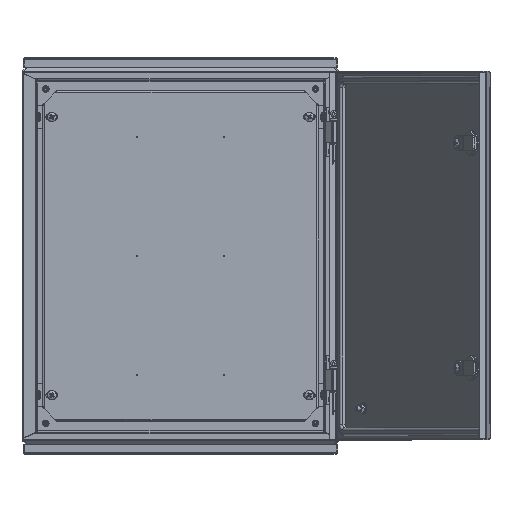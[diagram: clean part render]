
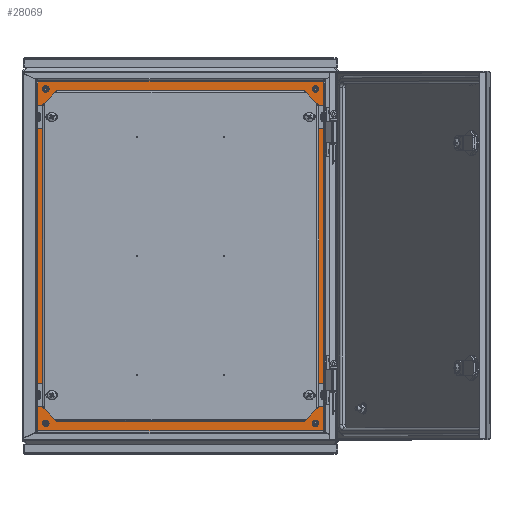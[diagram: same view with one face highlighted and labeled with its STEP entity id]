
A CAD part, top view. The second image highlights one B-rep face of the part: STEP entity #28069.
In plain terms, the highlighted planar face has unit normal (0, 0, 1).
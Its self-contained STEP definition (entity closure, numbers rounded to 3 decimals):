
#750 = EDGE_CURVE ( 'NONE', #45474, #19366, #35130, .T. ) ;
#2173 = VERTEX_POINT ( 'NONE', #48200 ) ;
#2678 = FACE_BOUND ( 'NONE', #2720, .T. ) ;
#2720 = EDGE_LOOP ( 'NONE', ( #43962, #49420 ) ) ;
#2841 = ORIENTED_EDGE ( 'NONE', *, *, #18458, .T. ) ;
#3326 = EDGE_LOOP ( 'NONE', ( #31933, #40329 ) ) ;
#3432 = EDGE_CURVE ( 'NONE', #25554, #39311, #27043, .T. ) ;
#3512 = EDGE_CURVE ( 'NONE', #36396, #38189, #46893, .T. ) ;
#3559 = VERTEX_POINT ( 'NONE', #27024 ) ;
#3833 = DIRECTION ( 'NONE',  ( 0., 0., -1. ) ) ;
#4074 = VECTOR ( 'NONE', #12236, 1000. ) ;
#4261 = AXIS2_PLACEMENT_3D ( 'NONE', #15241, #42218, #19121 ) ;
#4540 = CARTESIAN_POINT ( 'NONE',  ( -254.383, -373.944, 0. ) ) ;
#5156 = CARTESIAN_POINT ( 'NONE',  ( -256.583, -373.944, 0. ) ) ;
#5291 = ORIENTED_EDGE ( 'NONE', *, *, #47879, .T. ) ;
#5491 = DIRECTION ( 'NONE',  ( 0., 0., -1. ) ) ;
#6341 = CARTESIAN_POINT ( 'NONE',  ( 116.667, -353.316, 0. ) ) ;
#6900 = LINE ( 'NONE', #14480, #36367 ) ;
#7159 = DIRECTION ( 'NONE',  ( 0., 0., -1. ) ) ;
#8008 = VECTOR ( 'NONE', #20322, 1000. ) ;
#8161 = VERTEX_POINT ( 'NONE', #31848 ) ;
#9018 = DIRECTION ( 'NONE',  ( 1., 0., 0. ) ) ;
#9524 = CIRCLE ( 'NONE', #46455, 3.25 ) ;
#9532 = EDGE_CURVE ( 'NONE', #2173, #8161, #6900, .T. ) ;
#9664 = ORIENTED_EDGE ( 'NONE', *, *, #48368, .T. ) ;
#9874 = ORIENTED_EDGE ( 'NONE', *, *, #750, .T. ) ;
#9996 = CARTESIAN_POINT ( 'NONE',  ( -223.333, 68.428, 0. ) ) ;
#10047 = AXIS2_PLACEMENT_3D ( 'NONE', #12630, #39611, #16531 ) ;
#10643 = VERTEX_POINT ( 'NONE', #49072 ) ;
#10791 = EDGE_CURVE ( 'NONE', #20928, #3559, #15808, .T. ) ;
#12236 = DIRECTION ( 'NONE',  ( 0., -1., 0. ) ) ;
#12630 = CARTESIAN_POINT ( 'NONE',  ( -226.583, 68.428, 0. ) ) ;
#12880 = FACE_BOUND ( 'NONE', #3326, .T. ) ;
#14058 = ORIENTED_EDGE ( 'NONE', *, *, #46527, .T. ) ;
#14480 = CARTESIAN_POINT ( 'NONE',  ( -256.583, 88.685, 0. ) ) ;
#14574 = CARTESIAN_POINT ( 'NONE',  ( -226.583, -353.316, 0. ) ) ;
#15234 = DIRECTION ( 'NONE',  ( 1., 0., 0. ) ) ;
#15241 = CARTESIAN_POINT ( 'NONE',  ( 113.417, -353.316, 0. ) ) ;
#15510 = AXIS2_PLACEMENT_3D ( 'NONE', #14574, #41556, #18462 ) ;
#15808 = LINE ( 'NONE', #34560, #24838 ) ;
#15857 = VERTEX_POINT ( 'NONE', #9996 ) ;
#16396 = CIRCLE ( 'NONE', #10047, 3.25 ) ;
#16434 = CARTESIAN_POINT ( 'NONE',  ( 141.217, -373.944, 0. ) ) ;
#16531 = DIRECTION ( 'NONE',  ( 1., 0., 0. ) ) ;
#18065 = CARTESIAN_POINT ( 'NONE',  ( 116.667, 68.428, 0. ) ) ;
#18458 = EDGE_CURVE ( 'NONE', #8161, #20928, #34746, .T. ) ;
#18462 = DIRECTION ( 'NONE',  ( 1., 0., 0. ) ) ;
#19121 = DIRECTION ( 'NONE',  ( 1., 0., 0. ) ) ;
#19366 = VERTEX_POINT ( 'NONE', #18065 ) ;
#19573 = CARTESIAN_POINT ( 'NONE',  ( 110.167, 68.428, 0. ) ) ;
#20322 = DIRECTION ( 'NONE',  ( 0., 1., 0. ) ) ;
#20618 = DIRECTION ( 'NONE',  ( 0., 0., -1. ) ) ;
#20928 = VERTEX_POINT ( 'NONE', #36810 ) ;
#21458 = DIRECTION ( 'NONE',  ( 0., 0., -1. ) ) ;
#22901 = EDGE_LOOP ( 'NONE', ( #5291, #9664 ) ) ;
#23150 = FACE_BOUND ( 'NONE', #22901, .T. ) ;
#23595 = CIRCLE ( 'NONE', #28470, 3.25 ) ;
#23619 = ORIENTED_EDGE ( 'NONE', *, *, #9532, .T. ) ;
#23704 = CARTESIAN_POINT ( 'NONE',  ( -229.833, -353.316, 0. ) ) ;
#24838 = VECTOR ( 'NONE', #15234, 1000. ) ;
#25554 = VERTEX_POINT ( 'NONE', #23704 ) ;
#26576 = ORIENTED_EDGE ( 'NONE', *, *, #47636, .T. ) ;
#26846 = CARTESIAN_POINT ( 'NONE',  ( 113.417, 68.428, 0. ) ) ;
#27024 = CARTESIAN_POINT ( 'NONE',  ( 141.217, -373.573, 0. ) ) ;
#27043 = CIRCLE ( 'NONE', #15510, 3.25 ) ;
#28069 = ADVANCED_FACE ( 'NONE', ( #47234, #23150, #12880, #2678, #42448 ), #39653, .T. ) ;
#28215 = EDGE_CURVE ( 'NONE', #38189, #36396, #48390, .T. ) ;
#28470 = AXIS2_PLACEMENT_3D ( 'NONE', #28541, #5491, #32423 ) ;
#28541 = CARTESIAN_POINT ( 'NONE',  ( -226.583, -353.316, 0. ) ) ;
#30171 = CARTESIAN_POINT ( 'NONE',  ( 113.417, 68.428, 0. ) ) ;
#30725 = DIRECTION ( 'NONE',  ( 1., 0., 0. ) ) ;
#31201 = ORIENTED_EDGE ( 'NONE', *, *, #10791, .T. ) ;
#31848 = CARTESIAN_POINT ( 'NONE',  ( -254.383, 88.685, 0. ) ) ;
#31933 = ORIENTED_EDGE ( 'NONE', *, *, #28215, .T. ) ;
#32070 = DIRECTION ( 'NONE',  ( 0., 0., 1. ) ) ;
#32423 = DIRECTION ( 'NONE',  ( 1., 0., 0. ) ) ;
#33644 = CARTESIAN_POINT ( 'NONE',  ( -223.333, -353.316, 0. ) ) ;
#33837 = DIRECTION ( 'NONE',  ( -1., 0., 0. ) ) ;
#34043 = DIRECTION ( 'NONE',  ( 1., 0., 0. ) ) ;
#34560 = CARTESIAN_POINT ( 'NONE',  ( -256.583, -373.573, 0. ) ) ;
#34708 = AXIS2_PLACEMENT_3D ( 'NONE', #44523, #21458, #48366 ) ;
#34746 = LINE ( 'NONE', #4540, #4074 ) ;
#35031 = AXIS2_PLACEMENT_3D ( 'NONE', #30171, #7159, #34043 ) ;
#35130 = CIRCLE ( 'NONE', #35031, 3.25 ) ;
#35597 = EDGE_LOOP ( 'NONE', ( #2841, #31201, #14058, #23619 ) ) ;
#36367 = VECTOR ( 'NONE', #33837, 1000. ) ;
#36396 = VERTEX_POINT ( 'NONE', #48338 ) ;
#36810 = CARTESIAN_POINT ( 'NONE',  ( -254.383, -373.573, 0. ) ) ;
#38020 = EDGE_CURVE ( 'NONE', #39311, #25554, #23595, .T. ) ;
#38189 = VERTEX_POINT ( 'NONE', #6341 ) ;
#38732 = LINE ( 'NONE', #16434, #8008 ) ;
#39311 = VERTEX_POINT ( 'NONE', #33644 ) ;
#39611 = DIRECTION ( 'NONE',  ( 0., 0., -1. ) ) ;
#39653 = PLANE ( 'NONE',  #46000 ) ;
#40329 = ORIENTED_EDGE ( 'NONE', *, *, #3512, .T. ) ;
#41556 = DIRECTION ( 'NONE',  ( 0., 0., -1. ) ) ;
#42118 = EDGE_LOOP ( 'NONE', ( #26576, #9874 ) ) ;
#42218 = DIRECTION ( 'NONE',  ( 0., 0., -1. ) ) ;
#42448 = FACE_BOUND ( 'NONE', #42118, .T. ) ;
#43323 = CIRCLE ( 'NONE', #47419, 3.25 ) ;
#43709 = CARTESIAN_POINT ( 'NONE',  ( -226.583, 68.428, 0. ) ) ;
#43962 = ORIENTED_EDGE ( 'NONE', *, *, #38020, .T. ) ;
#44523 = CARTESIAN_POINT ( 'NONE',  ( 113.417, -353.316, 0. ) ) ;
#45474 = VERTEX_POINT ( 'NONE', #19573 ) ;
#46000 = AXIS2_PLACEMENT_3D ( 'NONE', #5156, #32070, #9018 ) ;
#46455 = AXIS2_PLACEMENT_3D ( 'NONE', #43709, #20618, #47533 ) ;
#46527 = EDGE_CURVE ( 'NONE', #3559, #2173, #38732, .T. ) ;
#46893 = CIRCLE ( 'NONE', #4261, 3.25 ) ;
#47234 = FACE_OUTER_BOUND ( 'NONE', #35597, .T. ) ;
#47419 = AXIS2_PLACEMENT_3D ( 'NONE', #26846, #3833, #30725 ) ;
#47533 = DIRECTION ( 'NONE',  ( 1., 0., 0. ) ) ;
#47636 = EDGE_CURVE ( 'NONE', #19366, #45474, #43323, .T. ) ;
#47879 = EDGE_CURVE ( 'NONE', #15857, #10643, #9524, .T. ) ;
#48200 = CARTESIAN_POINT ( 'NONE',  ( 141.217, 88.685, 0. ) ) ;
#48338 = CARTESIAN_POINT ( 'NONE',  ( 110.167, -353.316, 0. ) ) ;
#48366 = DIRECTION ( 'NONE',  ( 1., 0., 0. ) ) ;
#48368 = EDGE_CURVE ( 'NONE', #10643, #15857, #16396, .T. ) ;
#48390 = CIRCLE ( 'NONE', #34708, 3.25 ) ;
#49072 = CARTESIAN_POINT ( 'NONE',  ( -229.833, 68.428, 0. ) ) ;
#49420 = ORIENTED_EDGE ( 'NONE', *, *, #3432, .T. ) ;
